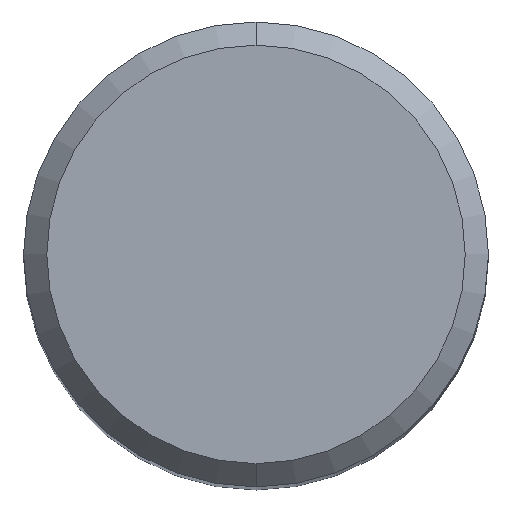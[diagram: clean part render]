
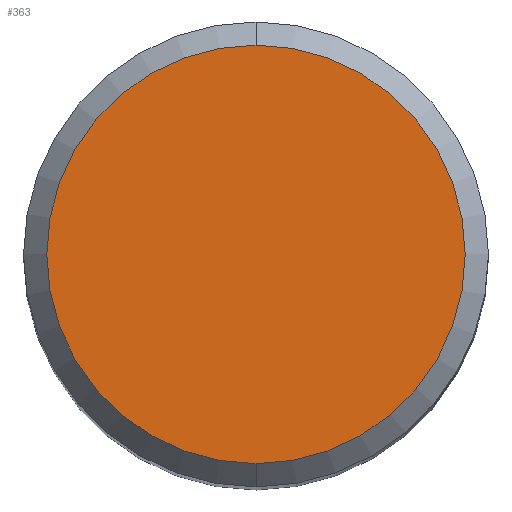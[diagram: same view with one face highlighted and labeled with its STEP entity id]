
A CAD part, top view. The second image highlights one B-rep face of the part: STEP entity #363.
In plain terms, the highlighted planar face has unit normal (0, 0, 1).
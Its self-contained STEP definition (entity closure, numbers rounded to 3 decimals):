
#317=VERTEX_POINT('',#711);
#319=EDGE_CURVE('',#407,#317,#713,.T.);
#363=ADVANCED_FACE('',(#760),#761,.T.);
#407=VERTEX_POINT('',#809);
#561=EDGE_CURVE('',#317,#407,#986,.T.);
#711=CARTESIAN_POINT('',(0.,-5.4,0.0));
#713=CIRCLE('',#1262,5.4);
#760=FACE_OUTER_BOUND('',#1350,.T.);
#761=PLANE('',#1351);
#809=CARTESIAN_POINT('',(0.0,5.4,0.0));
#986=CIRCLE('',#1765,5.4);
#1262=AXIS2_PLACEMENT_3D('',#1937,#1938,#1939);
#1350=EDGE_LOOP('',(#1979,#1980));
#1351=AXIS2_PLACEMENT_3D('',#1981,#1982,#1983);
#1765=AXIS2_PLACEMENT_3D('',#2268,#2269,#2270);
#1937=CARTESIAN_POINT('',(0.0,0.0,0.0));
#1938=DIRECTION('',(0.0,0.0,-1.0));
#1939=DIRECTION('',(0.0,1.0,0.0));
#1979=ORIENTED_EDGE('',*,*,#319,.F.);
#1980=ORIENTED_EDGE('',*,*,#561,.F.);
#1981=CARTESIAN_POINT('',(0.0,2.7,0.0));
#1982=DIRECTION('',(-0.0,0.0,1.0));
#1983=DIRECTION('',(0.0,-1.0,0.0));
#2268=CARTESIAN_POINT('',(0.0,0.0,0.0));
#2269=DIRECTION('',(0.0,0.0,-1.0));
#2270=DIRECTION('',(0.0,1.0,0.0));
